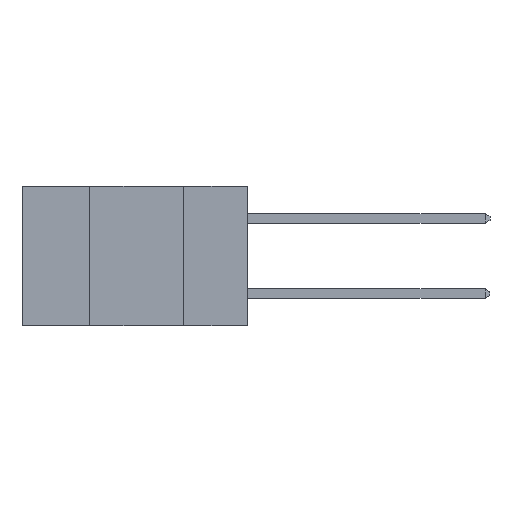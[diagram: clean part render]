
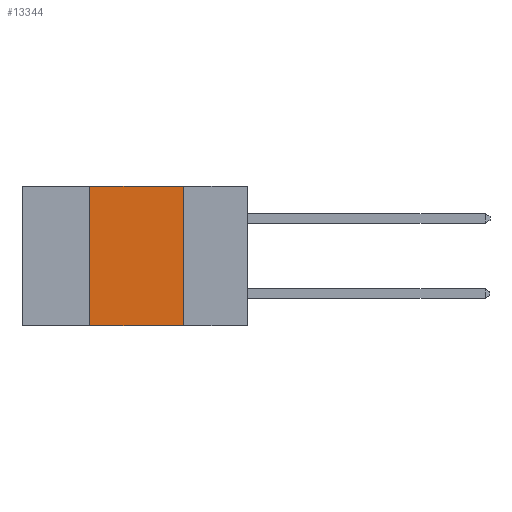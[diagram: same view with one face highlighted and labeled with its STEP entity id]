
A CAD part, left-side view. The second image highlights one B-rep face of the part: STEP entity #13344.
In plain terms, the highlighted planar face has unit normal (-1, 0, 0).
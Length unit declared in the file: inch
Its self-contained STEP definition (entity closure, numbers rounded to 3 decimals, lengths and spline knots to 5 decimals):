
#881 = CARTESIAN_POINT ( 'NONE',  ( 0., 0.42, -0.37 ) ) ;
#1004 = CARTESIAN_POINT ( 'NONE',  ( 0., 0.6, 0. ) ) ;
#1238 = CARTESIAN_POINT ( 'NONE',  ( 0., 0.6, -0.37 ) ) ;
#1919 = VERTEX_POINT ( 'NONE', #881 ) ;
#2086 = DIRECTION ( 'NONE',  ( 0., 0., -1. ) ) ;
#3334 = DIRECTION ( 'NONE',  ( 0., -1., 0. ) ) ;
#3579 = LINE ( 'NONE', #11415, #11889 ) ;
#3718 = CARTESIAN_POINT ( 'NONE',  ( 0., 0.17, 0. ) ) ;
#4216 = ORIENTED_EDGE ( 'NONE', *, *, #9350, .F. ) ;
#4394 = VECTOR ( 'NONE', #6814, 39.37008 ) ;
#4572 = CARTESIAN_POINT ( 'NONE',  ( 0., 0.42, 0. ) ) ;
#5170 = VERTEX_POINT ( 'NONE', #3718 ) ;
#6110 = FACE_OUTER_BOUND ( 'NONE', #11486, .T. ) ;
#6355 = VECTOR ( 'NONE', #3334, 39.37008 ) ;
#6587 = CARTESIAN_POINT ( 'NONE',  ( 0., 0.17, 0. ) ) ;
#6814 = DIRECTION ( 'NONE',  ( 0., 0., 1. ) ) ;
#7293 = ORIENTED_EDGE ( 'NONE', *, *, #7842, .T. ) ;
#7842 = EDGE_CURVE ( 'NONE', #1919, #13140, #12268, .T. ) ;
#8351 = DIRECTION ( 'NONE',  ( 1., 0., 0. ) ) ;
#8742 = EDGE_CURVE ( 'NONE', #10155, #5170, #3579, .T. ) ;
#8775 = DIRECTION ( 'NONE',  ( 0., 0., -1. ) ) ;
#9350 = EDGE_CURVE ( 'NONE', #1919, #10155, #10431, .T. ) ;
#9882 = LINE ( 'NONE', #6587, #12547 ) ;
#10123 = EDGE_CURVE ( 'NONE', #5170, #13140, #9882, .T. ) ;
#10155 = VERTEX_POINT ( 'NONE', #4572 ) ;
#10261 = DIRECTION ( 'NONE',  ( 0., -1., 0. ) ) ;
#10287 = AXIS2_PLACEMENT_3D ( 'NONE', #1004, #8351, #2086 ) ;
#10431 = LINE ( 'NONE', #13473, #4394 ) ;
#11415 = CARTESIAN_POINT ( 'NONE',  ( 0., 0.6, 0. ) ) ;
#11435 = CARTESIAN_POINT ( 'NONE',  ( 0., 0.17, -0.37 ) ) ;
#11486 = EDGE_LOOP ( 'NONE', ( #12230, #12570, #4216, #7293 ) ) ;
#11889 = VECTOR ( 'NONE', #10261, 39.37008 ) ;
#12230 = ORIENTED_EDGE ( 'NONE', *, *, #10123, .F. ) ;
#12268 = LINE ( 'NONE', #1238, #6355 ) ;
#12547 = VECTOR ( 'NONE', #8775, 39.37008 ) ;
#12570 = ORIENTED_EDGE ( 'NONE', *, *, #8742, .F. ) ;
#13140 = VERTEX_POINT ( 'NONE', #11435 ) ;
#13344 = ADVANCED_FACE ( 'NONE', ( #6110 ), #13876, .F. ) ;
#13473 = CARTESIAN_POINT ( 'NONE',  ( 0., 0.42, 0. ) ) ;
#13876 = PLANE ( 'NONE',  #10287 ) ;
